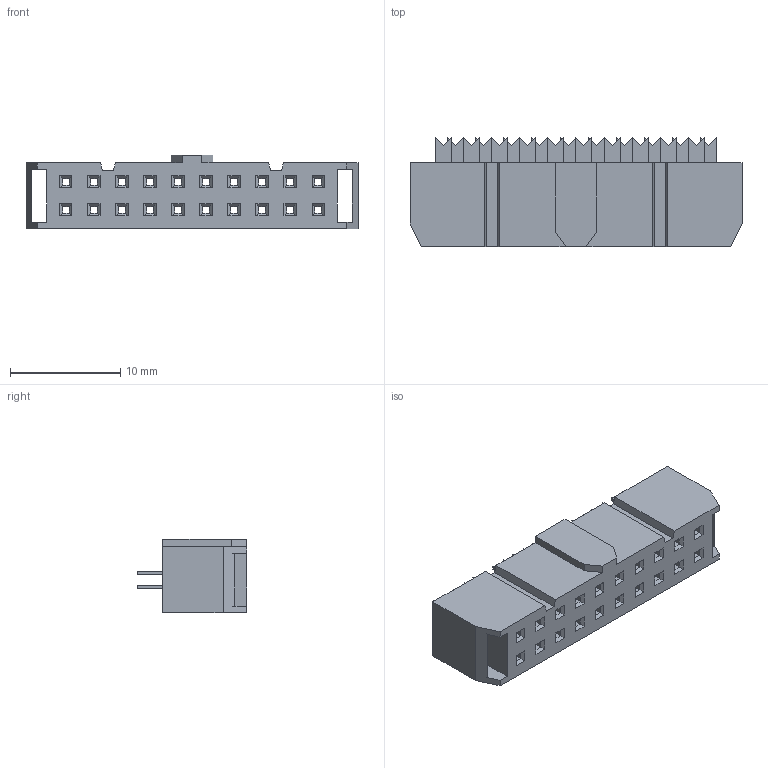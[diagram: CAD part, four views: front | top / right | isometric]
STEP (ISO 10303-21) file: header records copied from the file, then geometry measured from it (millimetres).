
FILE_DESCRIPTION (( 'STEP AP214' ), '1' );
FILE_NAME ('IDC-20.STEP', '2022-09-23T14:40:05', ( 'punk' ), ( '' ), 'SwSTEP 2.0', 'SolidWorks 2022', '' );
FILE_SCHEMA (( 'AUTOMOTIVE_DESIGN' ));
Length unit declared in the file: millimetre
Products named in the file (1): IDC-20
Bounding box: 30.1 x 9.92 x 6.7 mm (x, y, z)
Volume: 1231.2 mm3; surface area: 1585.7 mm2
Topology: 22 solids, 22 shells, 337 faces, 805 edges, 510 vertices
Faces by surface type: plane 337
Entity records: 12511 total; most frequent: CARTESIAN_POINT 1653, ORIENTED_EDGE 1610, DIRECTION 1481, EDGE_CURVE 805, VECTOR 805, LINE 805, VERTEX_POINT 510, EDGE_LOOP 379
